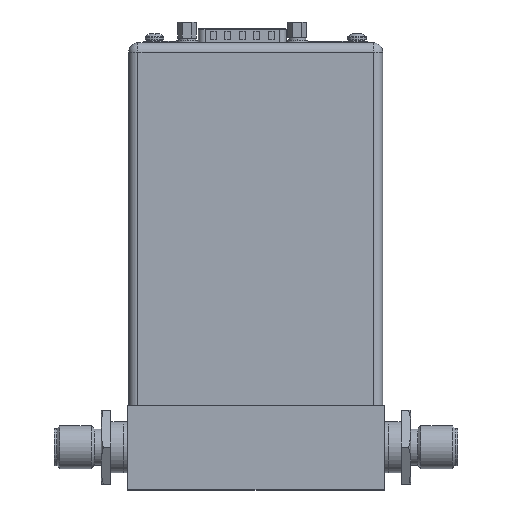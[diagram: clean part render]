
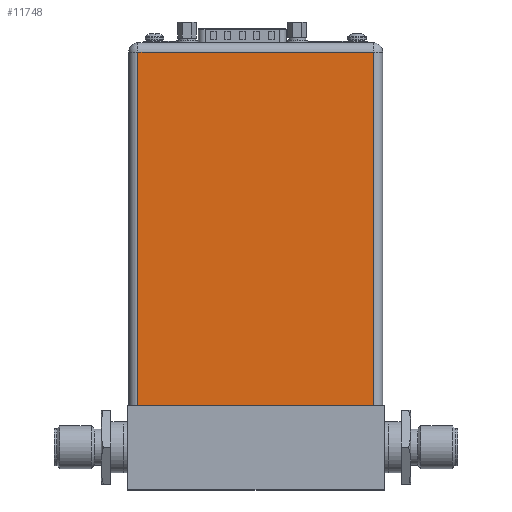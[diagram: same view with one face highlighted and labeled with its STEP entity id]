
A CAD part, top view. The second image highlights one B-rep face of the part: STEP entity #11748.
In plain terms, the highlighted planar face has unit normal (0, 0, 1).
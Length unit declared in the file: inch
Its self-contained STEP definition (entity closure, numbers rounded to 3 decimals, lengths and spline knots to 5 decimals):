
#9137=DIRECTION('',(1.,0.,0.));
#9138=VECTOR('',#9137,2.755);
#9139=CARTESIAN_POINT('',(-1.3775,0.,1.425));
#9140=LINE('',#9139,#9138);
#10343=DIRECTION('',(0.,-1.,0.));
#10344=VECTOR('',#10343,4.14);
#10345=CARTESIAN_POINT('',(1.3775,4.14,1.425));
#10346=LINE('',#10345,#10344);
#10350=DIRECTION('',(0.,-1.,0.));
#10351=VECTOR('',#10350,4.14);
#10352=CARTESIAN_POINT('',(-1.3775,4.14,1.425));
#10353=LINE('',#10352,#10351);
#10357=DIRECTION('',(1.,0.,0.));
#10358=VECTOR('',#10357,2.755);
#10359=CARTESIAN_POINT('',(-1.3775,4.14,1.425));
#10360=LINE('',#10359,#10358);
#10637=CARTESIAN_POINT('',(1.3775,0.,1.425));
#10639=VERTEX_POINT('',#10637);
#10640=CARTESIAN_POINT('',(1.3775,4.14,1.425));
#10641=VERTEX_POINT('',#10640);
#10662=CARTESIAN_POINT('',(-1.3775,0.,1.425));
#10664=VERTEX_POINT('',#10662);
#10666=CARTESIAN_POINT('',(-1.3775,4.14,1.425));
#10667=VERTEX_POINT('',#10666);
#11735=CARTESIAN_POINT('',(-1.4875,0.,1.425));
#11736=DIRECTION('',(0.,0.,1.));
#11737=DIRECTION('',(1.,0.,0.));
#11738=AXIS2_PLACEMENT_3D('',#11735,#11736,#11737);
#11739=PLANE('',#11738);
#11740=ORIENTED_EDGE('',*,*,#11727,.T.);
#11741=ORIENTED_EDGE('',*,*,#10695,.F.);
#11743=ORIENTED_EDGE('',*,*,#11742,.F.);
#11745=ORIENTED_EDGE('',*,*,#11744,.T.);
#11746=EDGE_LOOP('',(#11740,#11741,#11743,#11745));
#11747=FACE_OUTER_BOUND('',#11746,.F.);
#11748=ADVANCED_FACE('',(#11747),#11739,.T.);
#10695=EDGE_CURVE('',#10664,#10639,#9140,.T.);
#11727=EDGE_CURVE('',#10641,#10639,#10346,.T.);
#11742=EDGE_CURVE('',#10667,#10664,#10353,.T.);
#11744=EDGE_CURVE('',#10667,#10641,#10360,.T.);
